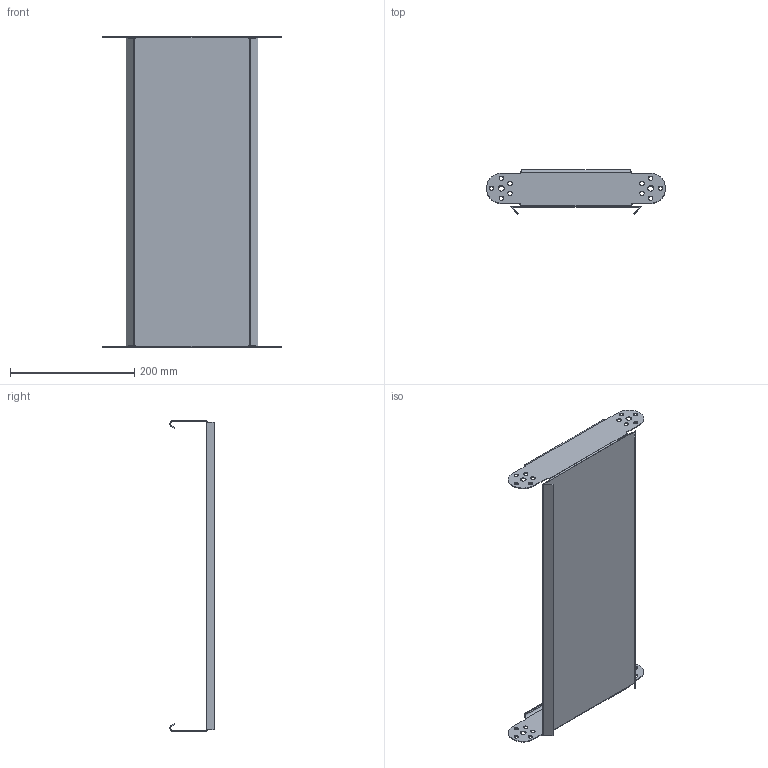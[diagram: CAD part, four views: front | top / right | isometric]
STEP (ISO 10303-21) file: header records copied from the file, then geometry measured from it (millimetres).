
FILE_DESCRIPTION (( 'STEP AP214' ), '1' );
FILE_NAME ('7075679.STEP', '2020-05-08T08:49:19', ( '' ), ( '' ), 'SwSTEP 2.0', 'SolidWorks 2018', '' );
FILE_SCHEMA (( 'AUTOMOTIVE_DESIGN' ));
Length unit declared in the file: millimetre
Products named in the file (1): 7075679
Bounding box: 288 x 71.25 x 500 mm (x, y, z)
Volume: 191992.8 mm3; surface area: 310495.5 mm2
Topology: 1 solids, 1 shells, 130 faces, 352 edges, 224 vertices
Faces by surface type: cylinder 76, plane 42, bspline 12
Entity records: 4784 total; most frequent: CARTESIAN_POINT 1389, ORIENTED_EDGE 704, DIRECTION 682, EDGE_CURVE 352, AXIS2_PLACEMENT_3D 255, VERTEX_POINT 224, EDGE_LOOP 178, LINE 172
